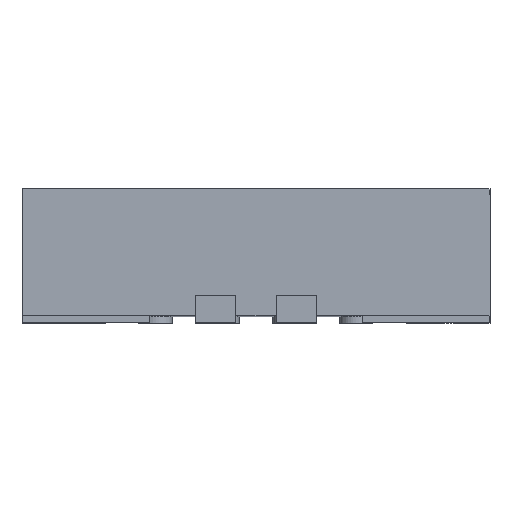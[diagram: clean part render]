
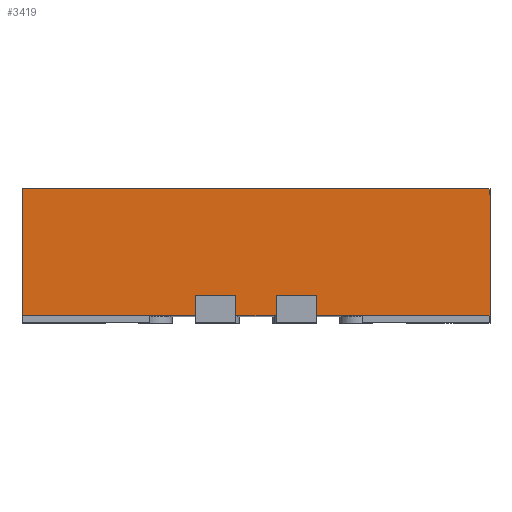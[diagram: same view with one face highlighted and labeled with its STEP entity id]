
A CAD part, top view. The second image highlights one B-rep face of the part: STEP entity #3419.
In plain terms, the highlighted planar face has unit normal (0, 0, 1).
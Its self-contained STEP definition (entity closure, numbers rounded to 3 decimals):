
#24 = DIRECTION ( 'NONE',  ( 0., -1., 0. ) ) ;
#30 = CARTESIAN_POINT ( 'NONE',  ( 0.15, 0.05, 1.75 ) ) ;
#89 = CARTESIAN_POINT ( 'NONE',  ( 1.75, 6.95, 1.75 ) ) ;
#118 = CARTESIAN_POINT ( 'NONE',  ( -0.15, 0.2, 1.75 ) ) ;
#268 = ORIENTED_EDGE ( 'NONE', *, *, #2080, .T. ) ;
#360 = VERTEX_POINT ( 'NONE', #4335 ) ;
#364 = VERTEX_POINT ( 'NONE', #4739 ) ;
#426 = VECTOR ( 'NONE', #2719, 1000. ) ;
#494 = CARTESIAN_POINT ( 'NONE',  ( -0.15, 0.05, 1.75 ) ) ;
#516 = EDGE_CURVE ( 'NONE', #1666, #4998, #742, .T. ) ;
#589 = EDGE_CURVE ( 'NONE', #364, #5304, #5542, .T. ) ;
#604 = AXIS2_PLACEMENT_3D ( 'NONE', #89, #3768, #969 ) ;
#722 = VECTOR ( 'NONE', #24, 1000. ) ;
#742 = LINE ( 'NONE', #5563, #2024 ) ;
#781 = CARTESIAN_POINT ( 'NONE',  ( -0.45, 0.2, 1.75 ) ) ;
#876 = EDGE_CURVE ( 'NONE', #2742, #4998, #3517, .T. ) ;
#896 = EDGE_CURVE ( 'NONE', #1802, #2915, #4460, .T. ) ;
#911 = DIRECTION ( 'NONE',  ( 0., -1., 0. ) ) ;
#937 = EDGE_LOOP ( 'NONE', ( #5640, #2318, #2585, #3663, #5209, #4007, #3322, #268, #3157, #2291, #4950, #1697 ) ) ;
#952 = EDGE_CURVE ( 'NONE', #4689, #4726, #1251, .T. ) ;
#969 = DIRECTION ( 'NONE',  ( -1., 0., 0. ) ) ;
#1207 = LINE ( 'NONE', #4465, #722 ) ;
#1251 = LINE ( 'NONE', #4855, #3695 ) ;
#1258 = VECTOR ( 'NONE', #3086, 1000. ) ;
#1264 = VECTOR ( 'NONE', #5276, 1000. ) ;
#1572 = CARTESIAN_POINT ( 'NONE',  ( 0.45, 0.2, 1.75 ) ) ;
#1666 = VERTEX_POINT ( 'NONE', #5406 ) ;
#1697 = ORIENTED_EDGE ( 'NONE', *, *, #516, .T. ) ;
#1744 = CARTESIAN_POINT ( 'NONE',  ( 0.15, 0.2, 1.75 ) ) ;
#1750 = VECTOR ( 'NONE', #5106, 1000. ) ;
#1787 = VERTEX_POINT ( 'NONE', #1993 ) ;
#1802 = VERTEX_POINT ( 'NONE', #494 ) ;
#1845 = VERTEX_POINT ( 'NONE', #3163 ) ;
#1862 = LINE ( 'NONE', #4019, #4331 ) ;
#1894 = DIRECTION ( 'NONE',  ( 1., 0., 0. ) ) ;
#1993 = CARTESIAN_POINT ( 'NONE',  ( 0.15, 0.2, 1.75 ) ) ;
#2024 = VECTOR ( 'NONE', #2395, 1000. ) ;
#2080 = EDGE_CURVE ( 'NONE', #5304, #4726, #1862, .T. ) ;
#2215 = LINE ( 'NONE', #1744, #1264 ) ;
#2291 = ORIENTED_EDGE ( 'NONE', *, *, #2341, .F. ) ;
#2318 = ORIENTED_EDGE ( 'NONE', *, *, #4431, .T. ) ;
#2341 = EDGE_CURVE ( 'NONE', #1845, #4689, #4932, .T. ) ;
#2395 = DIRECTION ( 'NONE',  ( 1., 0., 0. ) ) ;
#2552 = VECTOR ( 'NONE', #1894, 1000. ) ;
#2585 = ORIENTED_EDGE ( 'NONE', *, *, #4211, .T. ) ;
#2657 = LINE ( 'NONE', #3579, #1258 ) ;
#2719 = DIRECTION ( 'NONE',  ( 1., 0., 0. ) ) ;
#2742 = VERTEX_POINT ( 'NONE', #781 ) ;
#2751 = EDGE_CURVE ( 'NONE', #1845, #1666, #4197, .T. ) ;
#2774 = CARTESIAN_POINT ( 'NONE',  ( 0.45, 0.05, 1.75 ) ) ;
#2914 = CARTESIAN_POINT ( 'NONE',  ( -0.45, 0.05, 1.75 ) ) ;
#2915 = VERTEX_POINT ( 'NONE', #30 ) ;
#3016 = CARTESIAN_POINT ( 'NONE',  ( 1.75, 1., 1.75 ) ) ;
#3086 = DIRECTION ( 'NONE',  ( 0., -1., 0. ) ) ;
#3157 = ORIENTED_EDGE ( 'NONE', *, *, #952, .F. ) ;
#3163 = CARTESIAN_POINT ( 'NONE',  ( -1.75, 1., 1.75 ) ) ;
#3165 = PLANE ( 'NONE',  #604 ) ;
#3322 = ORIENTED_EDGE ( 'NONE', *, *, #589, .T. ) ;
#3419 = ADVANCED_FACE ( 'NONE', ( #5095 ), #3165, .F. ) ;
#3426 = DIRECTION ( 'NONE',  ( 0., -1., 0. ) ) ;
#3517 = LINE ( 'NONE', #4771, #4721 ) ;
#3579 = CARTESIAN_POINT ( 'NONE',  ( -0.15, 0.2, 1.75 ) ) ;
#3602 = CARTESIAN_POINT ( 'NONE',  ( 1.75, 0.05, 1.75 ) ) ;
#3630 = DIRECTION ( 'NONE',  ( 1., 0., 0. ) ) ;
#3663 = ORIENTED_EDGE ( 'NONE', *, *, #896, .T. ) ;
#3695 = VECTOR ( 'NONE', #911, 1000. ) ;
#3708 = EDGE_CURVE ( 'NONE', #1787, #364, #2215, .T. ) ;
#3768 = DIRECTION ( 'NONE',  ( 0., 0., -1. ) ) ;
#3794 = DIRECTION ( 'NONE',  ( 0., -1., 0. ) ) ;
#3911 = DIRECTION ( 'NONE',  ( 1., 0., 0. ) ) ;
#4007 = ORIENTED_EDGE ( 'NONE', *, *, #3708, .T. ) ;
#4014 = CARTESIAN_POINT ( 'NONE',  ( 1.75, 1., 1.75 ) ) ;
#4019 = CARTESIAN_POINT ( 'NONE',  ( 1.75, 0.05, 1.75 ) ) ;
#4112 = LINE ( 'NONE', #118, #2552 ) ;
#4197 = LINE ( 'NONE', #4782, #4336 ) ;
#4211 = EDGE_CURVE ( 'NONE', #360, #1802, #2657, .T. ) ;
#4331 = VECTOR ( 'NONE', #3630, 1000. ) ;
#4335 = CARTESIAN_POINT ( 'NONE',  ( -0.15, 0.2, 1.75 ) ) ;
#4336 = VECTOR ( 'NONE', #3794, 1000. ) ;
#4345 = CARTESIAN_POINT ( 'NONE',  ( 1.75, 0.05, 1.75 ) ) ;
#4431 = EDGE_CURVE ( 'NONE', #2742, #360, #4112, .T. ) ;
#4460 = LINE ( 'NONE', #4345, #5359 ) ;
#4465 = CARTESIAN_POINT ( 'NONE',  ( 0.15, 0.2, 1.75 ) ) ;
#4689 = VERTEX_POINT ( 'NONE', #3016 ) ;
#4721 = VECTOR ( 'NONE', #3426, 1000. ) ;
#4726 = VERTEX_POINT ( 'NONE', #3602 ) ;
#4739 = CARTESIAN_POINT ( 'NONE',  ( 0.45, 0.2, 1.75 ) ) ;
#4771 = CARTESIAN_POINT ( 'NONE',  ( -0.45, 0.2, 1.75 ) ) ;
#4782 = CARTESIAN_POINT ( 'NONE',  ( -1.75, 6.95, 1.75 ) ) ;
#4855 = CARTESIAN_POINT ( 'NONE',  ( 1.75, 6.95, 1.75 ) ) ;
#4932 = LINE ( 'NONE', #4014, #426 ) ;
#4950 = ORIENTED_EDGE ( 'NONE', *, *, #2751, .T. ) ;
#4998 = VERTEX_POINT ( 'NONE', #2914 ) ;
#5095 = FACE_OUTER_BOUND ( 'NONE', #937, .T. ) ;
#5106 = DIRECTION ( 'NONE',  ( 0., -1., 0. ) ) ;
#5209 = ORIENTED_EDGE ( 'NONE', *, *, #5730, .F. ) ;
#5276 = DIRECTION ( 'NONE',  ( 1., 0., 0. ) ) ;
#5304 = VERTEX_POINT ( 'NONE', #2774 ) ;
#5359 = VECTOR ( 'NONE', #3911, 1000. ) ;
#5406 = CARTESIAN_POINT ( 'NONE',  ( -1.75, 0.05, 1.75 ) ) ;
#5542 = LINE ( 'NONE', #1572, #1750 ) ;
#5563 = CARTESIAN_POINT ( 'NONE',  ( 1.75, 0.05, 1.75 ) ) ;
#5640 = ORIENTED_EDGE ( 'NONE', *, *, #876, .F. ) ;
#5730 = EDGE_CURVE ( 'NONE', #1787, #2915, #1207, .T. ) ;
